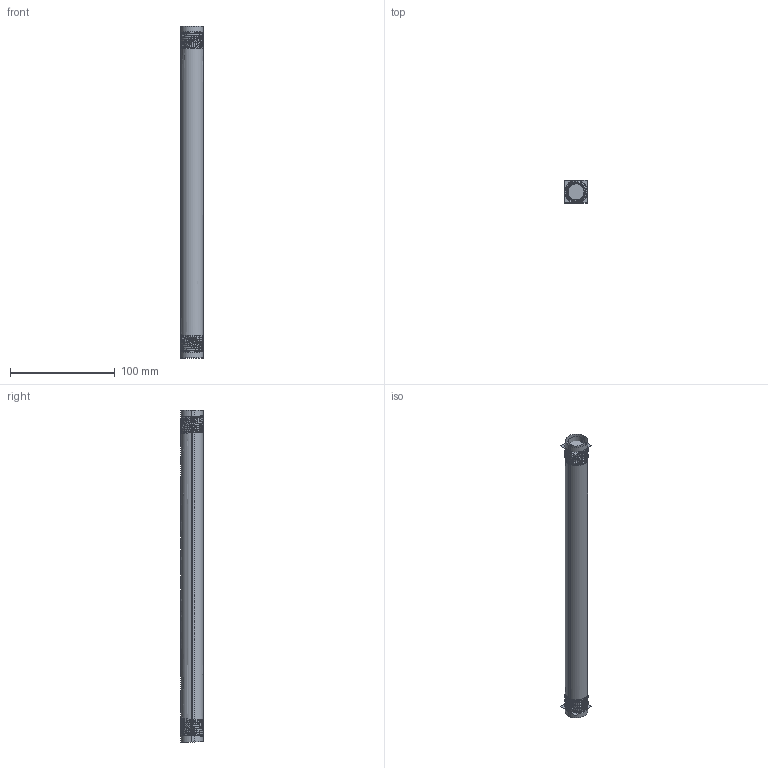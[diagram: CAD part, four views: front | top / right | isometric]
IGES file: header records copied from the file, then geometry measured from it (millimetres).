
Start section:  PTC IGES file: 190626.igs
Global section: file name: 190626.igs; native system: Creo Parametric by Parametric Technology Corporation; preprocessor: 2016010; author: pdmadmin; organization: Unknown; date: 20160429.101607; units: millimetre
Bounding box: 22.11 x 22.11 x 316.99 mm (x, y, z)
Volume: 49046.6 mm3; surface area: 515703.9 mm2
Topology: 1 solids, 1 shells, 112 faces, 612 edges, 792 vertices
Faces by surface type: revolution 80, bspline 32
